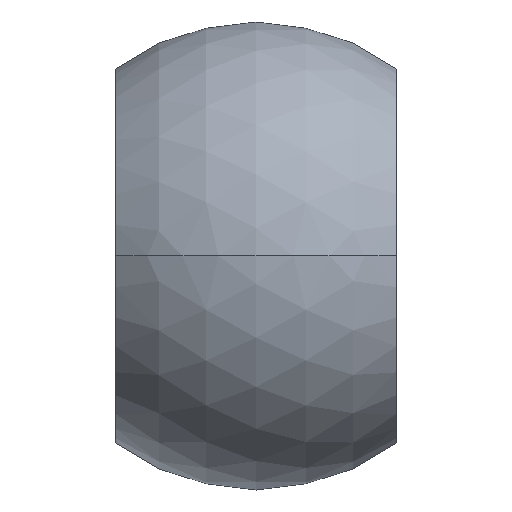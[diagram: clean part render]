
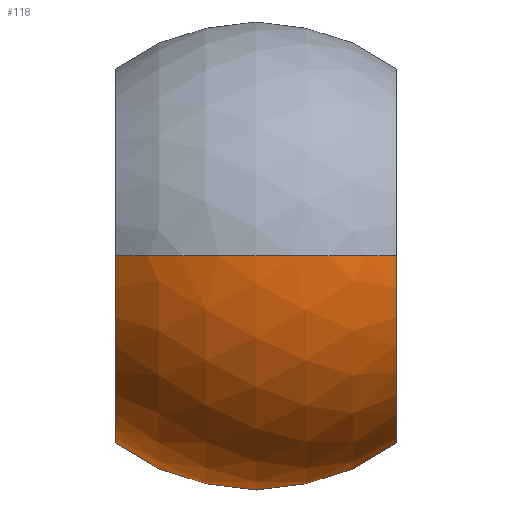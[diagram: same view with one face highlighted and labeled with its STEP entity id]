
A CAD part, left-side view. The second image highlights one B-rep face of the part: STEP entity #118.
In plain terms, the highlighted spherical face has radius 10 mm.
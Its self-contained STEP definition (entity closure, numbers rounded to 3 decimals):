
#118=ADVANCED_FACE('',(#318),#319,.T.);
#194=VERTEX_POINT('',#401);
#212=EDGE_CURVE('',#194,#256,#423,.T.);
#230=VERTEX_POINT('',#442);
#240=EDGE_CURVE('',#194,#230,#454,.T.);
#248=VERTEX_POINT('',#465);
#256=VERTEX_POINT('',#475);
#268=EDGE_CURVE('',#256,#248,#489,.T.);
#272=EDGE_CURVE('',#230,#248,#493,.T.);
#318=FACE_OUTER_BOUND('',#532,.T.);
#319=SPHERICAL_SURFACE('',#533,10.0);
#401=CARTESIAN_POINT('',(-8.,6.,0.));
#423=CIRCLE('',#704,8.0);
#442=CARTESIAN_POINT('',(-8.,-6.,0.));
#454=CIRCLE('',#743,10.0);
#465=CARTESIAN_POINT('',(7.66,-6.0,-2.308));
#475=CARTESIAN_POINT('',(7.66,6.0,-2.308));
#489=CIRCLE('',#797,6.429);
#493=CIRCLE('',#803,8.0);
#532=EDGE_LOOP('',(#851,#852,#853,#854));
#533=AXIS2_PLACEMENT_3D('',#855,#856,#857);
#704=AXIS2_PLACEMENT_3D('',#970,#971,#972);
#743=AXIS2_PLACEMENT_3D('',#1017,#1018,#1019);
#797=AXIS2_PLACEMENT_3D('',#1074,#1075,#1076);
#803=AXIS2_PLACEMENT_3D('',#1080,#1081,#1082);
#851=ORIENTED_EDGE('',*,*,#240,.F.);
#852=ORIENTED_EDGE('',*,*,#212,.T.);
#853=ORIENTED_EDGE('',*,*,#268,.T.);
#854=ORIENTED_EDGE('',*,*,#272,.F.);
#855=CARTESIAN_POINT('',(0.,0.,0.));
#856=DIRECTION('',(0.0,-1.0,0.0));
#857=DIRECTION('',(-1.0,0.0,0.));
#970=CARTESIAN_POINT('',(0.,6.,0.));
#971=DIRECTION('',(0.0,-1.0,0.0));
#972=DIRECTION('',(1.0,0.0,0.));
#1017=CARTESIAN_POINT('',(0.,0.,0.));
#1018=DIRECTION('',(0.,-0.0,1.0));
#1019=DIRECTION('',(0.0,1.0,0.0));
#1074=CARTESIAN_POINT('',(7.66,0.,0.));
#1075=DIRECTION('',(-1.0,0.,0.));
#1076=DIRECTION('',(0.,0.0,-1.0));
#1080=CARTESIAN_POINT('',(0.,-6.,0.));
#1081=DIRECTION('',(0.0,-1.0,0.0));
#1082=DIRECTION('',(1.0,0.0,0.));
